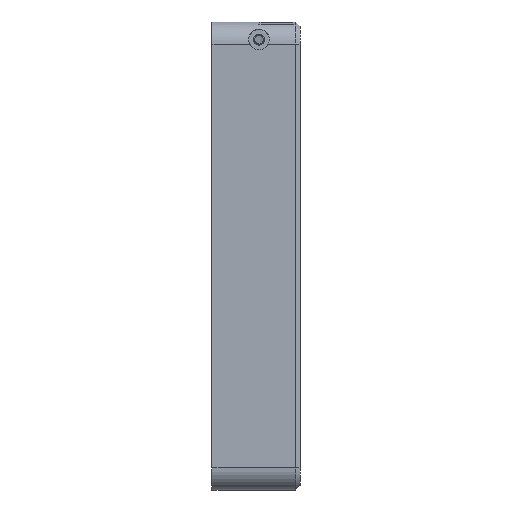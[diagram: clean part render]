
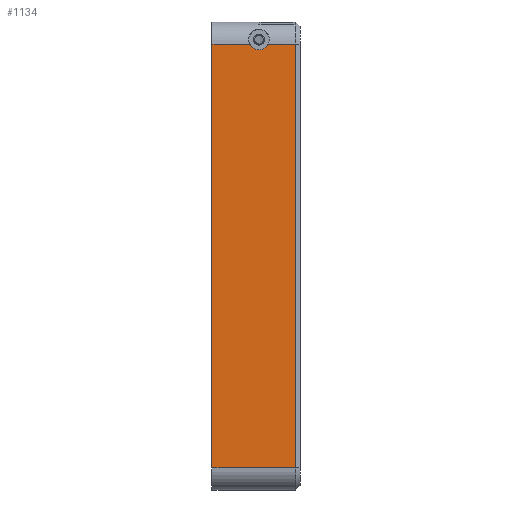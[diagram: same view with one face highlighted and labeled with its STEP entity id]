
A CAD part, left-side view. The second image highlights one B-rep face of the part: STEP entity #1134.
In plain terms, the highlighted planar face has unit normal (-1, 0, 0).
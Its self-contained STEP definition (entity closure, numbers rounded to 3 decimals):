
#263 = DIRECTION ( 'NONE',  ( 0., 1., 0. ) ) ;
#316 = DIRECTION ( 'NONE',  ( -1., 0., 0. ) ) ;
#442 = ORIENTED_EDGE ( 'NONE', *, *, #7425, .T. ) ;
#501 = CIRCLE ( 'NONE', #2393, 2.325 ) ;
#538 = DIRECTION ( 'NONE',  ( 0., 0., 1. ) ) ;
#581 = CARTESIAN_POINT ( 'NONE',  ( -21.75, 7.8, 49. ) ) ;
#884 = CIRCLE ( 'NONE', #8291, 2.325 ) ;
#1044 = VERTEX_POINT ( 'NONE', #4319 ) ;
#1063 = LINE ( 'NONE', #1753, #2353 ) ;
#1134 = ADVANCED_FACE ( 'NONE', ( #7313 ), #6541, .T. ) ;
#1168 = VECTOR ( 'NONE', #8522, 1000. ) ;
#1576 = EDGE_CURVE ( 'NONE', #8009, #6356, #1063, .T. ) ;
#1583 = VECTOR ( 'NONE', #4594, 1000. ) ;
#1685 = CARTESIAN_POINT ( 'NONE',  ( -21.75, 7.8, 49. ) ) ;
#1753 = CARTESIAN_POINT ( 'NONE',  ( -21.75, -1.5, 48. ) ) ;
#1896 = CARTESIAN_POINT ( 'NONE',  ( -21.75, -0.5, 48. ) ) ;
#1962 = ORIENTED_EDGE ( 'NONE', *, *, #3572, .F. ) ;
#2235 = CARTESIAN_POINT ( 'NONE',  ( -21.75, 9.899, 48. ) ) ;
#2328 = EDGE_CURVE ( 'NONE', #1044, #6356, #2498, .T. ) ;
#2353 = VECTOR ( 'NONE', #7213, 1000. ) ;
#2393 = AXIS2_PLACEMENT_3D ( 'NONE', #1685, #316, #7329 ) ;
#2417 = VECTOR ( 'NONE', #263, 1000. ) ;
#2452 = CARTESIAN_POINT ( 'NONE',  ( -21.75, 18.45, -48. ) ) ;
#2498 = LINE ( 'NONE', #2452, #7030 ) ;
#2800 = CARTESIAN_POINT ( 'NONE',  ( -21.75, -0.5, 48. ) ) ;
#3179 = LINE ( 'NONE', #1896, #1583 ) ;
#3282 = VERTEX_POINT ( 'NONE', #4821 ) ;
#3572 = EDGE_CURVE ( 'NONE', #5569, #4740, #501, .T. ) ;
#3791 = CARTESIAN_POINT ( 'NONE',  ( -21.75, 7.8, 46.675 ) ) ;
#4244 = ORIENTED_EDGE ( 'NONE', *, *, #7524, .F. ) ;
#4319 = CARTESIAN_POINT ( 'NONE',  ( -21.75, 18.45, -48. ) ) ;
#4320 = CARTESIAN_POINT ( 'NONE',  ( -21.75, -1.5, -48. ) ) ;
#4583 = DIRECTION ( 'NONE',  ( 0., 0., 1. ) ) ;
#4594 = DIRECTION ( 'NONE',  ( 0., 0., 1. ) ) ;
#4626 = DIRECTION ( 'NONE',  ( -1., 0., 0. ) ) ;
#4740 = VERTEX_POINT ( 'NONE', #7973 ) ;
#4808 = DIRECTION ( 'NONE',  ( -1., 0., 0. ) ) ;
#4821 = CARTESIAN_POINT ( 'NONE',  ( -21.75, -0.5, -48. ) ) ;
#4851 = EDGE_LOOP ( 'NONE', ( #4244, #6443, #7710, #7228, #7238, #442, #1962 ) ) ;
#5005 = LINE ( 'NONE', #4320, #1168 ) ;
#5242 = DIRECTION ( 'NONE',  ( 0., 0., 1. ) ) ;
#5374 = AXIS2_PLACEMENT_3D ( 'NONE', #6052, #4626, #4583 ) ;
#5569 = VERTEX_POINT ( 'NONE', #3791 ) ;
#6052 = CARTESIAN_POINT ( 'NONE',  ( -21.75, -1.5, -48. ) ) ;
#6356 = VERTEX_POINT ( 'NONE', #8134 ) ;
#6443 = ORIENTED_EDGE ( 'NONE', *, *, #1576, .T. ) ;
#6541 = PLANE ( 'NONE',  #5374 ) ;
#6551 = CARTESIAN_POINT ( 'NONE',  ( -21.75, -1.5, 48. ) ) ;
#7030 = VECTOR ( 'NONE', #5242, 1000. ) ;
#7213 = DIRECTION ( 'NONE',  ( 0., 1., 0. ) ) ;
#7228 = ORIENTED_EDGE ( 'NONE', *, *, #8493, .F. ) ;
#7238 = ORIENTED_EDGE ( 'NONE', *, *, #8841, .T. ) ;
#7313 = FACE_OUTER_BOUND ( 'NONE', #4851, .T. ) ;
#7329 = DIRECTION ( 'NONE',  ( 0., 0., 1. ) ) ;
#7425 = EDGE_CURVE ( 'NONE', #8969, #4740, #7875, .T. ) ;
#7524 = EDGE_CURVE ( 'NONE', #8009, #5569, #884, .T. ) ;
#7710 = ORIENTED_EDGE ( 'NONE', *, *, #2328, .F. ) ;
#7875 = LINE ( 'NONE', #6551, #2417 ) ;
#7973 = CARTESIAN_POINT ( 'NONE',  ( -21.75, 5.701, 48. ) ) ;
#8009 = VERTEX_POINT ( 'NONE', #2235 ) ;
#8134 = CARTESIAN_POINT ( 'NONE',  ( -21.75, 18.45, 48. ) ) ;
#8291 = AXIS2_PLACEMENT_3D ( 'NONE', #581, #4808, #538 ) ;
#8493 = EDGE_CURVE ( 'NONE', #3282, #1044, #5005, .T. ) ;
#8522 = DIRECTION ( 'NONE',  ( 0., 1., 0. ) ) ;
#8841 = EDGE_CURVE ( 'NONE', #3282, #8969, #3179, .T. ) ;
#8969 = VERTEX_POINT ( 'NONE', #2800 ) ;
